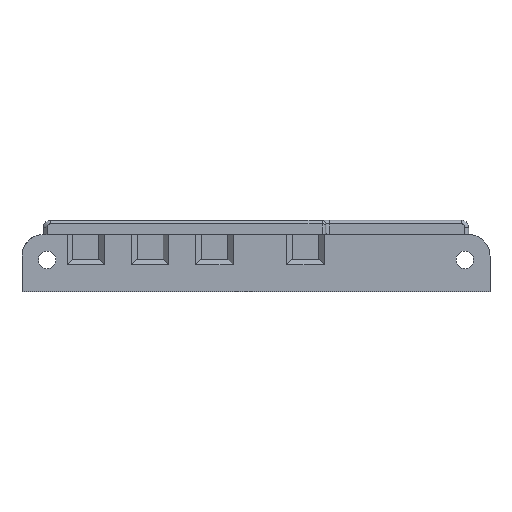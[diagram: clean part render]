
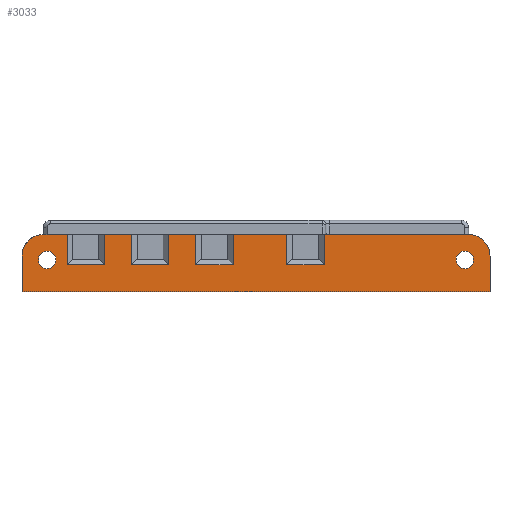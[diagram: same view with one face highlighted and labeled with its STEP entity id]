
A CAD part, top view. The second image highlights one B-rep face of the part: STEP entity #3033.
In plain terms, the highlighted planar face has unit normal (0, 0, 1).
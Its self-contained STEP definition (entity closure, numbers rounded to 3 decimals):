
#54=FACE_BOUND('',#1113,.T.);
#55=FACE_BOUND('',#1114,.T.);
#86=PLANE('',#3240);
#237=LINE('',#4427,#577);
#248=LINE('',#4455,#588);
#273=LINE('',#4516,#613);
#275=LINE('',#4520,#615);
#276=LINE('',#4525,#616);
#277=LINE('',#4529,#617);
#278=LINE('',#4531,#618);
#279=LINE('',#4533,#619);
#280=LINE('',#4536,#620);
#281=LINE('',#4540,#621);
#282=LINE('',#4542,#622);
#283=LINE('',#4544,#623);
#284=LINE('',#4546,#624);
#285=LINE('',#4548,#625);
#286=LINE('',#4550,#626);
#287=LINE('',#4552,#627);
#288=LINE('',#4554,#628);
#289=LINE('',#4556,#629);
#290=LINE('',#4558,#630);
#291=LINE('',#4560,#631);
#292=LINE('',#4562,#632);
#293=LINE('',#4563,#633);
#577=VECTOR('',#3537,10.);
#588=VECTOR('',#3562,10.);
#613=VECTOR('',#3603,10.);
#615=VECTOR('',#3607,10.);
#616=VECTOR('',#3612,10.);
#617=VECTOR('',#3615,10.);
#618=VECTOR('',#3616,10.);
#619=VECTOR('',#3617,10.);
#620=VECTOR('',#3620,10.);
#621=VECTOR('',#3623,10.);
#622=VECTOR('',#3624,10.);
#623=VECTOR('',#3625,10.);
#624=VECTOR('',#3626,10.);
#625=VECTOR('',#3627,10.);
#626=VECTOR('',#3628,10.);
#627=VECTOR('',#3629,10.);
#628=VECTOR('',#3630,10.);
#629=VECTOR('',#3631,10.);
#630=VECTOR('',#3632,10.);
#631=VECTOR('',#3633,10.);
#632=VECTOR('',#3634,10.);
#633=VECTOR('',#3635,10.);
#937=FACE_OUTER_BOUND('',#1112,.T.);
#1112=EDGE_LOOP('',(#2232,#2233,#2234,#2235,#2236,#2237,#2238,#2239,#2240,
#2241,#2242,#2243,#2244,#2245,#2246,#2247,#2248,#2249,#2250,#2251,#2252,
#2253,#2254,#2255,#2256,#2257,#2258));
#1113=EDGE_LOOP('',(#2259));
#1114=EDGE_LOOP('',(#2260));
#1303=CIRCLE('',#3241,0.7);
#1304=CIRCLE('',#3242,0.3);
#1305=CIRCLE('',#3243,6.);
#1306=CIRCLE('',#3244,6.);
#1307=CIRCLE('',#3245,1.2);
#1308=CIRCLE('',#3246,2.45);
#1309=CIRCLE('',#3247,2.45);
#1395=VERTEX_POINT('',#4418);
#1397=VERTEX_POINT('',#4425);
#1406=VERTEX_POINT('',#4452);
#1407=VERTEX_POINT('',#4454);
#1434=VERTEX_POINT('',#4513);
#1435=VERTEX_POINT('',#4515);
#1436=VERTEX_POINT('',#4519);
#1437=VERTEX_POINT('',#4521);
#1438=VERTEX_POINT('',#4523);
#1439=VERTEX_POINT('',#4526);
#1440=VERTEX_POINT('',#4528);
#1441=VERTEX_POINT('',#4530);
#1442=VERTEX_POINT('',#4532);
#1443=VERTEX_POINT('',#4535);
#1444=VERTEX_POINT('',#4537);
#1445=VERTEX_POINT('',#4539);
#1446=VERTEX_POINT('',#4541);
#1447=VERTEX_POINT('',#4543);
#1448=VERTEX_POINT('',#4545);
#1449=VERTEX_POINT('',#4547);
#1450=VERTEX_POINT('',#4549);
#1451=VERTEX_POINT('',#4551);
#1452=VERTEX_POINT('',#4553);
#1453=VERTEX_POINT('',#4555);
#1454=VERTEX_POINT('',#4557);
#1455=VERTEX_POINT('',#4559);
#1456=VERTEX_POINT('',#4561);
#1457=VERTEX_POINT('',#4564);
#1458=VERTEX_POINT('',#4566);
#1702=EDGE_CURVE('',#1395,#1397,#237,.T.);
#1715=EDGE_CURVE('',#1407,#1406,#248,.T.);
#1745=EDGE_CURVE('',#1434,#1435,#273,.T.);
#1747=EDGE_CURVE('',#1435,#1436,#275,.T.);
#1748=EDGE_CURVE('',#1434,#1437,#1303,.T.);
#1749=EDGE_CURVE('',#1438,#1437,#1304,.T.);
#1750=EDGE_CURVE('',#1438,#1407,#276,.T.);
#1751=EDGE_CURVE('',#1439,#1406,#1305,.T.);
#1752=EDGE_CURVE('',#1439,#1440,#277,.T.);
#1753=EDGE_CURVE('',#1440,#1441,#278,.T.);
#1754=EDGE_CURVE('',#1441,#1442,#279,.T.);
#1755=EDGE_CURVE('',#1395,#1442,#1306,.T.);
#1756=EDGE_CURVE('',#1443,#1397,#280,.T.);
#1757=EDGE_CURVE('',#1443,#1444,#1307,.T.);
#1758=EDGE_CURVE('',#1445,#1444,#281,.T.);
#1759=EDGE_CURVE('',#1446,#1445,#282,.T.);
#1760=EDGE_CURVE('',#1447,#1446,#283,.T.);
#1761=EDGE_CURVE('',#1447,#1448,#284,.T.);
#1762=EDGE_CURVE('',#1449,#1448,#285,.T.);
#1763=EDGE_CURVE('',#1450,#1449,#286,.T.);
#1764=EDGE_CURVE('',#1451,#1450,#287,.T.);
#1765=EDGE_CURVE('',#1451,#1452,#288,.T.);
#1766=EDGE_CURVE('',#1453,#1452,#289,.T.);
#1767=EDGE_CURVE('',#1454,#1453,#290,.T.);
#1768=EDGE_CURVE('',#1455,#1454,#291,.T.);
#1769=EDGE_CURVE('',#1455,#1456,#292,.T.);
#1770=EDGE_CURVE('',#1436,#1456,#293,.T.);
#1771=EDGE_CURVE('',#1457,#1457,#1308,.F.);
#1772=EDGE_CURVE('',#1458,#1458,#1309,.F.);
#2232=ORIENTED_EDGE('',*,*,#1747,.F.);
#2233=ORIENTED_EDGE('',*,*,#1745,.F.);
#2234=ORIENTED_EDGE('',*,*,#1748,.T.);
#2235=ORIENTED_EDGE('',*,*,#1749,.F.);
#2236=ORIENTED_EDGE('',*,*,#1750,.T.);
#2237=ORIENTED_EDGE('',*,*,#1715,.T.);
#2238=ORIENTED_EDGE('',*,*,#1751,.F.);
#2239=ORIENTED_EDGE('',*,*,#1752,.T.);
#2240=ORIENTED_EDGE('',*,*,#1753,.T.);
#2241=ORIENTED_EDGE('',*,*,#1754,.T.);
#2242=ORIENTED_EDGE('',*,*,#1755,.F.);
#2243=ORIENTED_EDGE('',*,*,#1702,.T.);
#2244=ORIENTED_EDGE('',*,*,#1756,.F.);
#2245=ORIENTED_EDGE('',*,*,#1757,.T.);
#2246=ORIENTED_EDGE('',*,*,#1758,.F.);
#2247=ORIENTED_EDGE('',*,*,#1759,.F.);
#2248=ORIENTED_EDGE('',*,*,#1760,.F.);
#2249=ORIENTED_EDGE('',*,*,#1761,.T.);
#2250=ORIENTED_EDGE('',*,*,#1762,.F.);
#2251=ORIENTED_EDGE('',*,*,#1763,.F.);
#2252=ORIENTED_EDGE('',*,*,#1764,.F.);
#2253=ORIENTED_EDGE('',*,*,#1765,.T.);
#2254=ORIENTED_EDGE('',*,*,#1766,.F.);
#2255=ORIENTED_EDGE('',*,*,#1767,.F.);
#2256=ORIENTED_EDGE('',*,*,#1768,.F.);
#2257=ORIENTED_EDGE('',*,*,#1769,.T.);
#2258=ORIENTED_EDGE('',*,*,#1770,.F.);
#2259=ORIENTED_EDGE('',*,*,#1771,.F.);
#2260=ORIENTED_EDGE('',*,*,#1772,.F.);
#3033=ADVANCED_FACE('',(#937,#54,#55),#86,.F.);
#3240=AXIS2_PLACEMENT_3D('',#4518,#3605,#3606);
#3241=AXIS2_PLACEMENT_3D('',#4522,#3608,#3609);
#3242=AXIS2_PLACEMENT_3D('',#4524,#3610,#3611);
#3243=AXIS2_PLACEMENT_3D('',#4527,#3613,#3614);
#3244=AXIS2_PLACEMENT_3D('',#4534,#3618,#3619);
#3245=AXIS2_PLACEMENT_3D('',#4538,#3621,#3622);
#3246=AXIS2_PLACEMENT_3D('',#4565,#3636,#3637);
#3247=AXIS2_PLACEMENT_3D('',#4567,#3638,#3639);
#3537=DIRECTION('',(-1.,0.,0.));
#3562=DIRECTION('',(-1.,0.,0.));
#3603=DIRECTION('',(0.,-1.,0.));
#3605=DIRECTION('center_axis',(0.,0.,-1.));
#3606=DIRECTION('ref_axis',(1.,0.,0.));
#3607=DIRECTION('',(1.,0.,0.));
#3608=DIRECTION('center_axis',(0.,0.,1.));
#3609=DIRECTION('ref_axis',(0.,1.,0.));
#3610=DIRECTION('center_axis',(0.,0.,1.));
#3611=DIRECTION('ref_axis',(0.219,-0.976,0.));
#3612=DIRECTION('',(0.,-1.,0.));
#3613=DIRECTION('center_axis',(0.,0.,-1.));
#3614=DIRECTION('ref_axis',(-1.,0.,0.));
#3615=DIRECTION('',(0.,-1.,0.));
#3616=DIRECTION('',(1.,0.,0.));
#3617=DIRECTION('',(0.,1.,0.));
#3618=DIRECTION('center_axis',(0.,0.,-1.));
#3619=DIRECTION('ref_axis',(0.,1.,0.));
#3620=DIRECTION('',(0.,-1.,0.));
#3621=DIRECTION('center_axis',(0.,0.,1.));
#3622=DIRECTION('ref_axis',(0.985,0.173,0.));
#3623=DIRECTION('',(0.,1.,0.));
#3624=DIRECTION('',(1.,0.,0.));
#3625=DIRECTION('',(0.,-1.,0.));
#3626=DIRECTION('',(-1.,0.,0.));
#3627=DIRECTION('',(0.,1.,0.));
#3628=DIRECTION('',(1.,0.,0.));
#3629=DIRECTION('',(0.,-1.,0.));
#3630=DIRECTION('',(-1.,0.,0.));
#3631=DIRECTION('',(0.,1.,0.));
#3632=DIRECTION('',(1.,0.,0.));
#3633=DIRECTION('',(0.,-1.,0.));
#3634=DIRECTION('',(-1.,0.,0.));
#3635=DIRECTION('',(0.,1.,0.));
#3636=DIRECTION('center_axis',(0.,0.,-1.));
#3637=DIRECTION('ref_axis',(1.,0.,0.));
#3638=DIRECTION('center_axis',(0.,0.,-1.));
#3639=DIRECTION('ref_axis',(1.,0.,0.));
#4418=CARTESIAN_POINT('',(59.5,81.225,-2.725));
#4425=CARTESIAN_POINT('',(19.663,81.225,-2.725));
#4427=CARTESIAN_POINT('',(-29.75,81.225,-2.725));
#4452=CARTESIAN_POINT('',(-59.5,81.225,-2.725));
#4454=CARTESIAN_POINT('',(-53.288,81.225,-2.725));
#4455=CARTESIAN_POINT('',(-29.75,81.225,-2.725));
#4513=CARTESIAN_POINT('',(-52.886,82.171,-2.725));
#4515=CARTESIAN_POINT('',(-52.886,72.825,-2.725));
#4516=CARTESIAN_POINT('',(-52.886,77.225,-2.725));
#4518=CARTESIAN_POINT('Origin',(0.,73.225,-2.725));
#4519=CARTESIAN_POINT('',(-42.386,72.825,-2.725));
#4520=CARTESIAN_POINT('',(-11.909,72.825,-2.725));
#4521=CARTESIAN_POINT('',(-53.053,81.718,-2.725));
#4522=CARTESIAN_POINT('Origin',(-52.353,81.718,-2.725));
#4523=CARTESIAN_POINT('',(-53.288,81.425,-2.725));
#4524=CARTESIAN_POINT('Origin',(-53.353,81.718,-2.725));
#4525=CARTESIAN_POINT('',(-53.288,81.425,-2.725));
#4526=CARTESIAN_POINT('',(-65.5,75.225,-2.725));
#4527=CARTESIAN_POINT('Origin',(-59.5,75.225,-2.725));
#4528=CARTESIAN_POINT('',(-65.5,65.225,-2.725));
#4529=CARTESIAN_POINT('',(-65.5,75.225,-2.725));
#4530=CARTESIAN_POINT('',(65.5,65.225,-2.725));
#4531=CARTESIAN_POINT('',(-65.5,65.225,-2.725));
#4532=CARTESIAN_POINT('',(65.5,75.225,-2.725));
#4533=CARTESIAN_POINT('',(65.5,65.225,-2.725));
#4534=CARTESIAN_POINT('Origin',(59.5,75.225,-2.725));
#4535=CARTESIAN_POINT('',(19.663,81.425,-2.725));
#4536=CARTESIAN_POINT('',(19.663,81.425,-2.725));
#4537=CARTESIAN_POINT('',(19.114,82.237,-2.725));
#4538=CARTESIAN_POINT('Origin',(18.481,81.218,-2.725));
#4539=CARTESIAN_POINT('',(19.114,72.825,-2.725));
#4540=CARTESIAN_POINT('',(19.114,77.225,-2.725));
#4541=CARTESIAN_POINT('',(8.614,72.825,-2.725));
#4542=CARTESIAN_POINT('',(3.466,72.825,-2.725));
#4543=CARTESIAN_POINT('',(8.614,82.418,-2.725));
#4544=CARTESIAN_POINT('',(8.614,77.225,-2.725));
#4545=CARTESIAN_POINT('',(-6.386,82.418,-2.725));
#4546=CARTESIAN_POINT('',(10.414,82.418,-2.725));
#4547=CARTESIAN_POINT('',(-6.386,72.825,-2.725));
#4548=CARTESIAN_POINT('',(-6.386,77.225,-2.725));
#4549=CARTESIAN_POINT('',(-16.886,72.825,-2.725));
#4550=CARTESIAN_POINT('',(-2.909,72.825,-2.725));
#4551=CARTESIAN_POINT('',(-16.886,82.418,-2.725));
#4552=CARTESIAN_POINT('',(-16.886,77.225,-2.725));
#4553=CARTESIAN_POINT('',(-24.386,82.418,-2.725));
#4554=CARTESIAN_POINT('',(-15.086,82.418,-2.725));
#4555=CARTESIAN_POINT('',(-24.386,72.825,-2.725));
#4556=CARTESIAN_POINT('',(-24.386,77.225,-2.725));
#4557=CARTESIAN_POINT('',(-34.886,72.825,-2.725));
#4558=CARTESIAN_POINT('',(-7.409,72.825,-2.725));
#4559=CARTESIAN_POINT('',(-34.886,82.418,-2.725));
#4560=CARTESIAN_POINT('',(-34.886,77.225,-2.725));
#4561=CARTESIAN_POINT('',(-42.386,82.418,-2.725));
#4562=CARTESIAN_POINT('',(-33.086,82.418,-2.725));
#4563=CARTESIAN_POINT('',(-42.386,77.225,-2.725));
#4564=CARTESIAN_POINT('',(55.989,74.164,-2.725));
#4565=CARTESIAN_POINT('Origin',(58.439,74.164,-2.725));
#4566=CARTESIAN_POINT('',(-60.889,74.164,-2.725));
#4567=CARTESIAN_POINT('Origin',(-58.439,74.164,-2.725));
